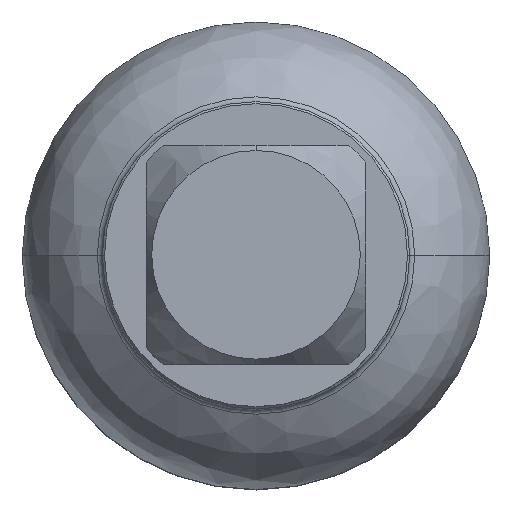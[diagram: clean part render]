
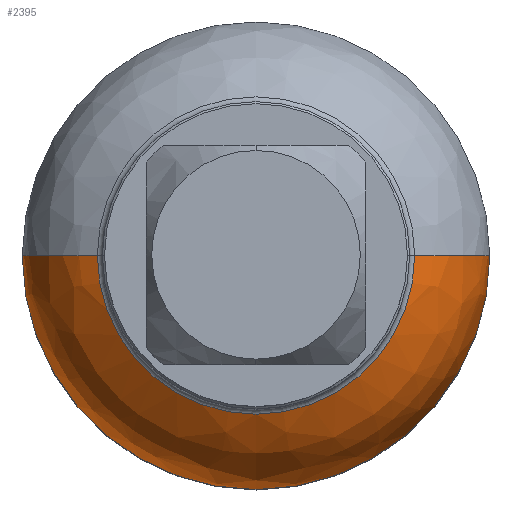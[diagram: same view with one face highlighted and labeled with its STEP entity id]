
A CAD part, top view. The second image highlights one B-rep face of the part: STEP entity #2395.
In plain terms, the highlighted free-form (B-spline) face has degree [3, 3] with [7, 4] control points.
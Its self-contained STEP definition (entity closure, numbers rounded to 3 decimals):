
#127=CARTESIAN_POINT('',(0.,0.,27.4));
#128=DIRECTION('',(0.,0.,1.));
#129=DIRECTION('',(0.,-1.,0.));
#130=AXIS2_PLACEMENT_3D('',#127,#128,#129);
#202=CARTESIAN_POINT('',(0.,0.,27.4));
#203=DIRECTION('',(0.,0.,1.));
#204=DIRECTION('',(-1.,0.,0.));
#205=AXIS2_PLACEMENT_3D('',#202,#203,#204);
#893=CARTESIAN_POINT('',(-12.,0.,27.4));
#894=DIRECTION('',(0.,1.,0.));
#895=DIRECTION('',(-1.,0.,0.));
#896=AXIS2_PLACEMENT_3D('',#893,#894,#895);
#901=CARTESIAN_POINT('',(12.,0.,27.4));
#902=DIRECTION('',(0.,-1.,0.));
#903=DIRECTION('',(1.,0.,0.));
#904=AXIS2_PLACEMENT_3D('',#901,#902,#903);
#925=CARTESIAN_POINT('',(0.,0.,41.));
#926=DIRECTION('',(0.,0.,-1.));
#927=DIRECTION('',(1.,0.,0.));
#928=AXIS2_PLACEMENT_3D('',#925,#926,#927);
#1702=CARTESIAN_POINT('',(18.328,0.,41.));
#1703=VERTEX_POINT('',#1702);
#1704=CARTESIAN_POINT('',(-18.328,0.,41.));
#1705=VERTEX_POINT('',#1704);
#1706=CARTESIAN_POINT('',(27.,0.,27.4));
#1708=VERTEX_POINT('',#1706);
#1710=CARTESIAN_POINT('',(-27.,0.,27.4));
#1711=CARTESIAN_POINT('',(0.,-27.,27.4));
#1712=VERTEX_POINT('',#1710);
#1713=VERTEX_POINT('',#1711);
#2356=CARTESIAN_POINT('',(-26.943,1.695,27.06));
#2357=CARTESIAN_POINT('',(-27.085,1.704,33.332));
#2358=CARTESIAN_POINT('',(-23.718,1.492,38.623));
#2359=CARTESIAN_POINT('',(-17.982,1.131,41.14));
#2360=CARTESIAN_POINT('',(-27.986,-14.885,
27.06));
#2361=CARTESIAN_POINT('',(-28.134,-14.964,
33.332));
#2362=CARTESIAN_POINT('',(-24.637,-13.104,
38.623));
#2363=CARTESIAN_POINT('',(-18.678,-9.935,
41.14));
#2364=CARTESIAN_POINT('',(-16.613,-26.996,
27.06));
#2365=CARTESIAN_POINT('',(-16.701,-27.139,
33.332));
#2366=CARTESIAN_POINT('',(-14.625,-23.765,
38.623));
#2367=CARTESIAN_POINT('',(-11.088,-18.018,
41.14));
#2368=CARTESIAN_POINT('',(0.,-26.996,27.06));
#2369=CARTESIAN_POINT('',(0.,-27.139,33.332));
#2370=CARTESIAN_POINT('',(0.,-23.765,
38.623));
#2371=CARTESIAN_POINT('',(0.,-18.018,41.14));
#2372=CARTESIAN_POINT('',(16.613,-26.996,27.06));
#2373=CARTESIAN_POINT('',(16.701,-27.139,33.332));
#2374=CARTESIAN_POINT('',(14.625,-23.765,38.623));
#2375=CARTESIAN_POINT('',(11.088,-18.018,41.14));
#2376=CARTESIAN_POINT('',(27.986,-14.885,27.06));
#2377=CARTESIAN_POINT('',(28.134,-14.964,33.332));
#2378=CARTESIAN_POINT('',(24.637,-13.104,38.623));
#2379=CARTESIAN_POINT('',(18.678,-9.935,41.14));
#2380=CARTESIAN_POINT('',(26.943,1.695,27.06));
#2381=CARTESIAN_POINT('',(27.085,1.704,33.332));
#2382=CARTESIAN_POINT('',(23.718,1.492,38.623));
#2383=CARTESIAN_POINT('',(17.982,1.131,41.14));
#2384=(BOUNDED_SURFACE()B_SPLINE_SURFACE(3,3,((#2356,#2357,#2358,#2359),(#2360,
#2361,#2362,#2363),(#2364,#2365,#2366,#2367),(#2368,#2369,#2370,#2371),(#2372,
#2373,#2374,#2375),(#2376,#2377,#2378,#2379),(#2380,#2381,#2382,#2383)),
.UNSPECIFIED.,.F.,.F.,.F.)B_SPLINE_SURFACE_WITH_KNOTS((4,3,4),(4,4),(0.,1.,
2.),(0.,1.),.UNSPECIFIED.)GEOMETRIC_REPRESENTATION_ITEM()RATIONAL_B_SPLINE_SURFACE(((1.297,1.151,1.151,1.297),(
1.024,0.909,0.909,1.024),(
1.024,0.909,0.909,1.024),(
1.297,1.151,1.151,1.297),(
1.024,0.909,0.909,1.024),(
1.024,0.909,0.909,1.024),(
1.297,1.151,1.151,1.297)))REPRESENTATION_ITEM('')SURFACE());
#2385=ORIENTED_EDGE('',*,*,#1869,.F.);
#2387=ORIENTED_EDGE('',*,*,#2386,.T.);
#2389=ORIENTED_EDGE('',*,*,#2388,.F.);
#2391=ORIENTED_EDGE('',*,*,#2390,.F.);
#2392=ORIENTED_EDGE('',*,*,#1811,.F.);
#2393=EDGE_LOOP('',(#2385,#2387,#2389,#2391,#2392));
#2394=FACE_OUTER_BOUND('',#2393,.F.);
#2395=ADVANCED_FACE('',(#2394),#2384,.T.);
#131=CIRCLE('',#130,27.);
#206=CIRCLE('',#205,27.);
#897=CIRCLE('',#896,15.);
#905=CIRCLE('',#904,15.);
#929=CIRCLE('',#928,18.328);
#1811=EDGE_CURVE('',#1713,#1708,#131,.T.);
#1869=EDGE_CURVE('',#1712,#1713,#206,.T.);
#2386=EDGE_CURVE('',#1712,#1705,#897,.T.);
#2388=EDGE_CURVE('',#1703,#1705,#929,.T.);
#2390=EDGE_CURVE('',#1708,#1703,#905,.T.);
